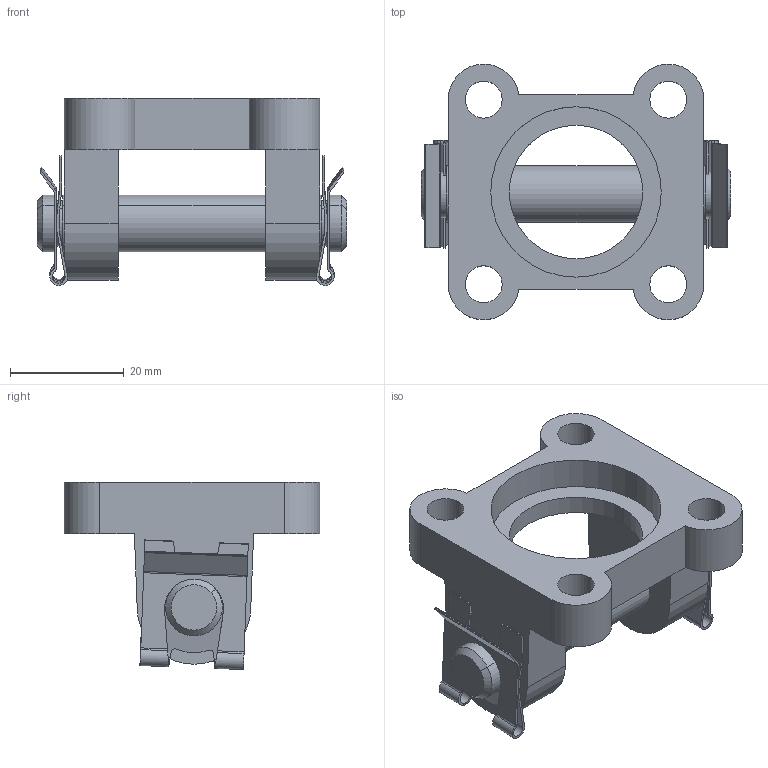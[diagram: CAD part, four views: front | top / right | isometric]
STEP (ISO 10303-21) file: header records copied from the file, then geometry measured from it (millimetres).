
FILE_DESCRIPTION (( 'STEP AP214' ), '1' );
FILE_NAME ('32 EB-SF.STEP', '2010-08-09T11:33:41', ( '' ), ( '' ), 'SwSTEP 2.0', 'SolidWorks 2010', '' );
FILE_SCHEMA (( 'AUTOMOTIVE_DESIGN' ));
Length unit declared in the file: millimetre
Products named in the file (4): 32  SWIVEL  FLANGE; 32  EB  P軲輄Varsay齦an; 32  KLÝPS; 32  EB-SF
Assembly tree (4 placements, depth 2):
  32  EB-SF
    32  EB  P軲輄Varsay齦an
    32  SWIVEL  FLANGE
    32  KLÝPS  x2
Bounding box: 54.5 x 44.97 x 32.94 mm (x, y, z)
Volume: 20182.3 mm3; surface area: 12326.8 mm2
Topology: 4 solids, 4 shells, 188 faces, 533 edges, 354 vertices
Faces by surface type: plane 97, cylinder 87, cone 4
Entity records: 4087 total; most frequent: CARTESIAN_POINT 764, DIRECTION 673, ORIENTED_EDGE 670, EDGE_CURVE 335, AXIS2_PLACEMENT_3D 235, VERTEX_POINT 222, VECTOR 203, LINE 203
